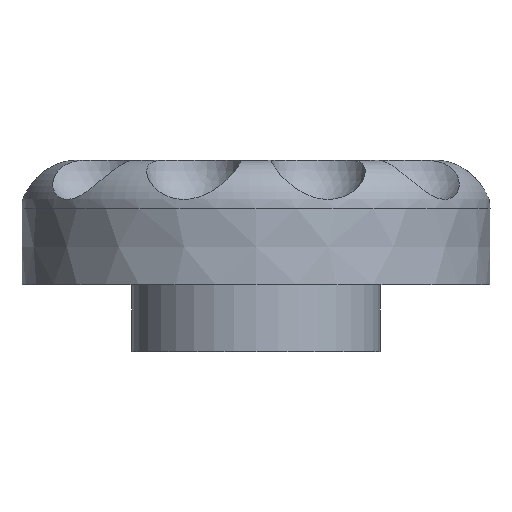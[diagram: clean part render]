
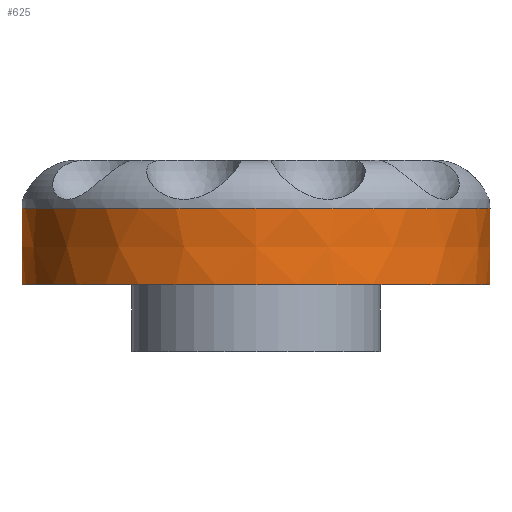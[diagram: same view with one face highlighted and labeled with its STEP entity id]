
A CAD part, front view. The second image highlights one B-rep face of the part: STEP entity #625.
In plain terms, the highlighted conical face has half-angle 0.146 degrees and reference radius 4.897 mm.
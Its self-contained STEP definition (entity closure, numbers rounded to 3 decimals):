
#15=CONICAL_SURFACE('',#741,4.897,0.003);
#59=LINE('',#1506,#75);
#75=VECTOR('',#962,4.897);
#116=FACE_OUTER_BOUND('',#150,.T.);
#150=EDGE_LOOP('',(#578,#579,#580,#581));
#189=CIRCLE('',#696,4.897);
#223=CIRCLE('',#742,4.893);
#262=VERTEX_POINT('',#1235);
#292=VERTEX_POINT('',#1505);
#348=EDGE_CURVE('',#262,#262,#189,.T.);
#388=EDGE_CURVE('',#262,#292,#59,.T.);
#389=EDGE_CURVE('',#292,#292,#223,.T.);
#578=ORIENTED_EDGE('',*,*,#348,.F.);
#579=ORIENTED_EDGE('',*,*,#388,.T.);
#580=ORIENTED_EDGE('',*,*,#389,.T.);
#581=ORIENTED_EDGE('',*,*,#388,.F.);
#625=ADVANCED_FACE('',(#116),#15,.T.);
#696=AXIS2_PLACEMENT_3D('',#1237,#870,#871);
#741=AXIS2_PLACEMENT_3D('',#1504,#960,#961);
#742=AXIS2_PLACEMENT_3D('',#1507,#963,#964);
#870=DIRECTION('center_axis',(0.,0.,
1.));
#871=DIRECTION('ref_axis',(-1.,0.,0.));
#960=DIRECTION('center_axis',(0.,0.,1.));
#961=DIRECTION('ref_axis',(1.,0.,0.));
#962=DIRECTION('',(0.003,0.,-1.));
#963=DIRECTION('center_axis',(0.,0.,1.));
#964=DIRECTION('ref_axis',(1.,0.,0.));
#1235=CARTESIAN_POINT('',(-4.897,0.,-2.503));
#1237=CARTESIAN_POINT('Origin',(0.,0.,
-2.503));
#1504=CARTESIAN_POINT('Origin',(0.,0.,-2.8));
#1505=CARTESIAN_POINT('',(-4.893,0.,-4.1));
#1506=CARTESIAN_POINT('',(-4.897,0.,-2.8));
#1507=CARTESIAN_POINT('Origin',(0.,0.,-4.1));
